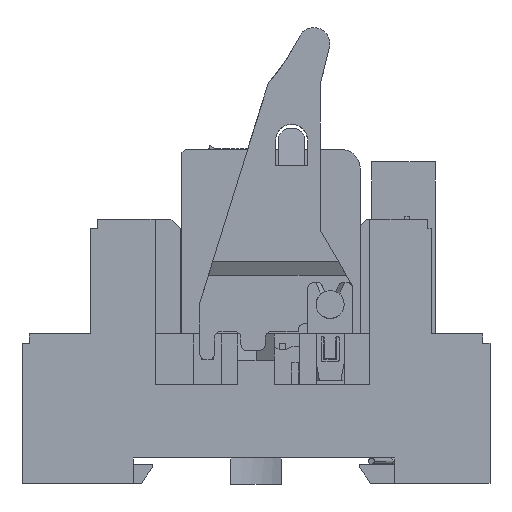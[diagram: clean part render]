
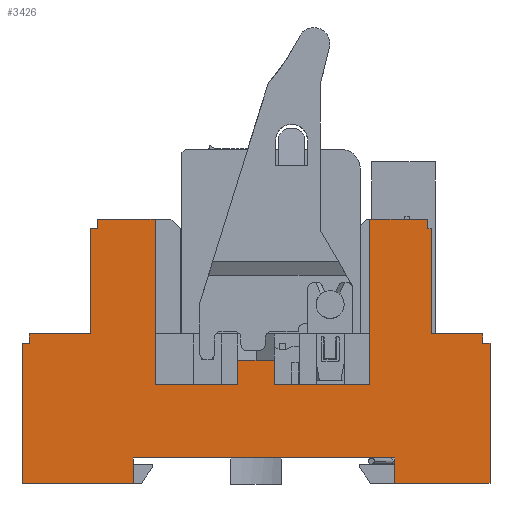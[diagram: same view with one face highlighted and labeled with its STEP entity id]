
A CAD part, left-side view. The second image highlights one B-rep face of the part: STEP entity #3426.
In plain terms, the highlighted planar face has unit normal (-1, 0, 0).
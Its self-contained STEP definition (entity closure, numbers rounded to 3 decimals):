
#3232=AXIS2_PLACEMENT_3D('Plane Axis2P3D',#3229,#3230,#3231) ;
#518=CARTESIAN_POINT('Vertex',(0.,9.2,23.65)) ;
#521=CARTESIAN_POINT('Line Origine',(0.,5.15,23.65)) ;
#525=CARTESIAN_POINT('Vertex',(0.,1.1,23.65)) ;
#2134=CARTESIAN_POINT('Vertex',(0.,52.6,41.65)) ;
#2137=CARTESIAN_POINT('Line Origine',(0.,52.6,28.65)) ;
#2141=CARTESIAN_POINT('Vertex',(0.,52.6,15.65)) ;
#2914=CARTESIAN_POINT('Vertex',(0.,18.9,15.65)) ;
#2917=CARTESIAN_POINT('Line Origine',(0.,18.9,28.65)) ;
#2921=CARTESIAN_POINT('Vertex',(0.,18.9,41.65)) ;
#3150=CARTESIAN_POINT('Vertex',(0.,9.2,40.15)) ;
#3155=CARTESIAN_POINT('Line Origine',(0.,9.2,31.9)) ;
#3229=CARTESIAN_POINT('Axis2P3D Location',(0.,73.5,23.65)) ;
#3234=CARTESIAN_POINT('Line Origine',(0.,14.35,41.65)) ;
#3238=CARTESIAN_POINT('Vertex',(0.,9.8,41.65)) ;
#3241=CARTESIAN_POINT('Line Origine',(0.,26.388,15.65)) ;
#3245=CARTESIAN_POINT('Vertex',(0.,33.875,15.65)) ;
#3248=CARTESIAN_POINT('Line Origine',(0.,33.875,17.575)) ;
#3252=CARTESIAN_POINT('Vertex',(0.,33.875,19.5)) ;
#3255=CARTESIAN_POINT('Line Origine',(0.,36.75,19.5)) ;
#3259=CARTESIAN_POINT('Vertex',(0.,39.625,19.5)) ;
#3262=CARTESIAN_POINT('Line Origine',(0.,39.625,17.575)) ;
#3266=CARTESIAN_POINT('Vertex',(0.,39.625,15.65)) ;
#3269=CARTESIAN_POINT('Line Origine',(0.,46.112,15.65)) ;
#3274=CARTESIAN_POINT('Line Origine',(0.,57.15,41.65)) ;
#3278=CARTESIAN_POINT('Vertex',(0.,61.7,41.65)) ;
#3281=CARTESIAN_POINT('Line Origine',(0.,61.7,40.9)) ;
#3285=CARTESIAN_POINT('Vertex',(0.,61.7,40.15)) ;
#3288=CARTESIAN_POINT('Line Origine',(0.,62.25,40.15)) ;
#3292=CARTESIAN_POINT('Vertex',(0.,62.8,40.15)) ;
#3295=CARTESIAN_POINT('Line Origine',(0.,62.8,31.9)) ;
#3299=CARTESIAN_POINT('Vertex',(0.,62.8,23.65)) ;
#3302=CARTESIAN_POINT('Line Origine',(0.,67.6,23.65)) ;
#3306=CARTESIAN_POINT('Vertex',(0.,72.4,23.65)) ;
#3309=CARTESIAN_POINT('Line Origine',(0.,72.4,22.9)) ;
#3313=CARTESIAN_POINT('Vertex',(0.,72.4,22.15)) ;
#3316=CARTESIAN_POINT('Line Origine',(0.,72.95,22.15)) ;
#3320=CARTESIAN_POINT('Vertex',(0.,73.5,22.15)) ;
#3323=CARTESIAN_POINT('Line Origine',(0.,73.5,11.15)) ;
#3327=CARTESIAN_POINT('Vertex',(0.,73.5,0.15)) ;
#3330=CARTESIAN_POINT('Line Origine',(0.,64.775,0.15)) ;
#3334=CARTESIAN_POINT('Vertex',(0.,56.05,0.15)) ;
#3337=CARTESIAN_POINT('Line Origine',(0.,56.05,2.15)) ;
#3341=CARTESIAN_POINT('Vertex',(0.,56.05,4.15)) ;
#3344=CARTESIAN_POINT('Line Origine',(0.,35.5,4.15)) ;
#3348=CARTESIAN_POINT('Vertex',(0.,14.95,4.15)) ;
#3351=CARTESIAN_POINT('Line Origine',(0.,14.95,2.15)) ;
#3355=CARTESIAN_POINT('Vertex',(0.,14.95,0.15)) ;
#3358=CARTESIAN_POINT('Line Origine',(0.,7.475,0.15)) ;
#3362=CARTESIAN_POINT('Vertex',(0.,0.,0.15)) ;
#3365=CARTESIAN_POINT('Line Origine',(0.,0.,11.15)) ;
#3369=CARTESIAN_POINT('Vertex',(0.,0.,22.15)) ;
#3372=CARTESIAN_POINT('Line Origine',(0.,0.55,22.15)) ;
#3376=CARTESIAN_POINT('Vertex',(0.,1.1,22.15)) ;
#3379=CARTESIAN_POINT('Line Origine',(0.,1.1,22.9)) ;
#3384=CARTESIAN_POINT('Line Origine',(0.,9.5,40.15)) ;
#3388=CARTESIAN_POINT('Vertex',(0.,9.8,40.15)) ;
#3391=CARTESIAN_POINT('Line Origine',(0.,9.8,40.9)) ;
#522=DIRECTION('Vector Direction',(0.,-1.,0.)) ;
#2138=DIRECTION('Vector Direction',(0.,0.,-1.)) ;
#2918=DIRECTION('Vector Direction',(0.,0.,-1.)) ;
#3156=DIRECTION('Vector Direction',(0.,0.,-1.)) ;
#3230=DIRECTION('Axis2P3D Direction',(-1.,0.,0.)) ;
#3231=DIRECTION('Axis2P3D XDirection',(0.,-1.,0.)) ;
#3235=DIRECTION('Vector Direction',(0.,1.,0.)) ;
#3242=DIRECTION('Vector Direction',(0.,-1.,0.)) ;
#3249=DIRECTION('Vector Direction',(0.,0.,-1.)) ;
#3256=DIRECTION('Vector Direction',(0.,1.,0.)) ;
#3263=DIRECTION('Vector Direction',(0.,0.,-1.)) ;
#3270=DIRECTION('Vector Direction',(0.,-1.,0.)) ;
#3275=DIRECTION('Vector Direction',(0.,-1.,0.)) ;
#3282=DIRECTION('Vector Direction',(0.,0.,-1.)) ;
#3289=DIRECTION('Vector Direction',(0.,-1.,0.)) ;
#3296=DIRECTION('Vector Direction',(0.,0.,-1.)) ;
#3303=DIRECTION('Vector Direction',(0.,1.,0.)) ;
#3310=DIRECTION('Vector Direction',(0.,0.,-1.)) ;
#3317=DIRECTION('Vector Direction',(0.,-1.,0.)) ;
#3324=DIRECTION('Vector Direction',(0.,0.,-1.)) ;
#3331=DIRECTION('Vector Direction',(0.,-1.,0.)) ;
#3338=DIRECTION('Vector Direction',(0.,0.,1.)) ;
#3345=DIRECTION('Vector Direction',(0.,1.,0.)) ;
#3352=DIRECTION('Vector Direction',(0.,0.,-1.)) ;
#3359=DIRECTION('Vector Direction',(0.,-1.,0.)) ;
#3366=DIRECTION('Vector Direction',(0.,0.,-1.)) ;
#3373=DIRECTION('Vector Direction',(0.,-1.,0.)) ;
#3380=DIRECTION('Vector Direction',(0.,0.,-1.)) ;
#3385=DIRECTION('Vector Direction',(0.,-1.,0.)) ;
#3392=DIRECTION('Vector Direction',(0.,0.,-1.)) ;
#523=VECTOR('Line Direction',#522,1.) ;
#2139=VECTOR('Line Direction',#2138,1.) ;
#2919=VECTOR('Line Direction',#2918,1.) ;
#3157=VECTOR('Line Direction',#3156,1.) ;
#3236=VECTOR('Line Direction',#3235,1.) ;
#3243=VECTOR('Line Direction',#3242,1.) ;
#3250=VECTOR('Line Direction',#3249,1.) ;
#3257=VECTOR('Line Direction',#3256,1.) ;
#3264=VECTOR('Line Direction',#3263,1.) ;
#3271=VECTOR('Line Direction',#3270,1.) ;
#3276=VECTOR('Line Direction',#3275,1.) ;
#3283=VECTOR('Line Direction',#3282,1.) ;
#3290=VECTOR('Line Direction',#3289,1.) ;
#3297=VECTOR('Line Direction',#3296,1.) ;
#3304=VECTOR('Line Direction',#3303,1.) ;
#3311=VECTOR('Line Direction',#3310,1.) ;
#3318=VECTOR('Line Direction',#3317,1.) ;
#3325=VECTOR('Line Direction',#3324,1.) ;
#3332=VECTOR('Line Direction',#3331,1.) ;
#3339=VECTOR('Line Direction',#3338,1.) ;
#3346=VECTOR('Line Direction',#3345,1.) ;
#3353=VECTOR('Line Direction',#3352,1.) ;
#3360=VECTOR('Line Direction',#3359,1.) ;
#3367=VECTOR('Line Direction',#3366,1.) ;
#3374=VECTOR('Line Direction',#3373,1.) ;
#3381=VECTOR('Line Direction',#3380,1.) ;
#3386=VECTOR('Line Direction',#3385,1.) ;
#3393=VECTOR('Line Direction',#3392,1.) ;
#3397=ORIENTED_EDGE('',*,*,#3240,.F.) ;
#3398=ORIENTED_EDGE('',*,*,#2923,.T.) ;
#3399=ORIENTED_EDGE('',*,*,#3247,.F.) ;
#3400=ORIENTED_EDGE('',*,*,#3254,.F.) ;
#3401=ORIENTED_EDGE('',*,*,#3261,.T.) ;
#3402=ORIENTED_EDGE('',*,*,#3268,.T.) ;
#3403=ORIENTED_EDGE('',*,*,#3273,.F.) ;
#3404=ORIENTED_EDGE('',*,*,#2143,.F.) ;
#3405=ORIENTED_EDGE('',*,*,#3280,.F.) ;
#3406=ORIENTED_EDGE('',*,*,#3287,.T.) ;
#3407=ORIENTED_EDGE('',*,*,#3294,.F.) ;
#3408=ORIENTED_EDGE('',*,*,#3301,.T.) ;
#3409=ORIENTED_EDGE('',*,*,#3308,.F.) ;
#3410=ORIENTED_EDGE('',*,*,#3315,.T.) ;
#3411=ORIENTED_EDGE('',*,*,#3322,.F.) ;
#3412=ORIENTED_EDGE('',*,*,#3329,.T.) ;
#3413=ORIENTED_EDGE('',*,*,#3336,.T.) ;
#3414=ORIENTED_EDGE('',*,*,#3343,.T.) ;
#3415=ORIENTED_EDGE('',*,*,#3350,.F.) ;
#3416=ORIENTED_EDGE('',*,*,#3357,.T.) ;
#3417=ORIENTED_EDGE('',*,*,#3364,.T.) ;
#3418=ORIENTED_EDGE('',*,*,#3371,.F.) ;
#3419=ORIENTED_EDGE('',*,*,#3378,.F.) ;
#3420=ORIENTED_EDGE('',*,*,#3383,.F.) ;
#3421=ORIENTED_EDGE('',*,*,#527,.F.) ;
#3422=ORIENTED_EDGE('',*,*,#3159,.F.) ;
#3423=ORIENTED_EDGE('',*,*,#3390,.F.) ;
#3424=ORIENTED_EDGE('',*,*,#3395,.F.) ;
#3426=ADVANCED_FACE('SOCKEL',(#3425),#3233,.T.) ;
#527=EDGE_CURVE('',#519,#526,#524,.T.) ;
#2143=EDGE_CURVE('',#2135,#2142,#2140,.T.) ;
#2923=EDGE_CURVE('',#2922,#2915,#2920,.T.) ;
#3159=EDGE_CURVE('',#3151,#519,#3158,.T.) ;
#3240=EDGE_CURVE('',#2922,#3239,#3237,.F.) ;
#3247=EDGE_CURVE('',#3246,#2915,#3244,.T.) ;
#3254=EDGE_CURVE('',#3253,#3246,#3251,.T.) ;
#3261=EDGE_CURVE('',#3253,#3260,#3258,.T.) ;
#3268=EDGE_CURVE('',#3260,#3267,#3265,.T.) ;
#3273=EDGE_CURVE('',#2142,#3267,#3272,.T.) ;
#3280=EDGE_CURVE('',#3279,#2135,#3277,.T.) ;
#3287=EDGE_CURVE('',#3279,#3286,#3284,.T.) ;
#3294=EDGE_CURVE('',#3293,#3286,#3291,.T.) ;
#3301=EDGE_CURVE('',#3293,#3300,#3298,.T.) ;
#3308=EDGE_CURVE('',#3307,#3300,#3305,.F.) ;
#3315=EDGE_CURVE('',#3307,#3314,#3312,.T.) ;
#3322=EDGE_CURVE('',#3321,#3314,#3319,.T.) ;
#3329=EDGE_CURVE('',#3321,#3328,#3326,.T.) ;
#3336=EDGE_CURVE('',#3328,#3335,#3333,.T.) ;
#3343=EDGE_CURVE('',#3335,#3342,#3340,.T.) ;
#3350=EDGE_CURVE('',#3349,#3342,#3347,.T.) ;
#3357=EDGE_CURVE('',#3349,#3356,#3354,.T.) ;
#3364=EDGE_CURVE('',#3356,#3363,#3361,.T.) ;
#3371=EDGE_CURVE('',#3370,#3363,#3368,.T.) ;
#3378=EDGE_CURVE('',#3377,#3370,#3375,.T.) ;
#3383=EDGE_CURVE('',#526,#3377,#3382,.T.) ;
#3390=EDGE_CURVE('',#3389,#3151,#3387,.T.) ;
#3395=EDGE_CURVE('',#3239,#3389,#3394,.T.) ;
#3396=EDGE_LOOP('',(#3397,#3398,#3399,#3400,#3401,#3402,#3403,#3404,#3405,#3406,#3407,#3408,#3409,#3410,#3411,#3412,#3413,#3414,#3415,#3416,#3417,#3418,#3419,#3420,#3421,#3422,#3423,#3424)) ;
#3425=FACE_OUTER_BOUND('',#3396,.T.) ;
#524=LINE('Line',#521,#523) ;
#2140=LINE('Line',#2137,#2139) ;
#2920=LINE('Line',#2917,#2919) ;
#3158=LINE('Line',#3155,#3157) ;
#3237=LINE('Line',#3234,#3236) ;
#3244=LINE('Line',#3241,#3243) ;
#3251=LINE('Line',#3248,#3250) ;
#3258=LINE('Line',#3255,#3257) ;
#3265=LINE('Line',#3262,#3264) ;
#3272=LINE('Line',#3269,#3271) ;
#3277=LINE('Line',#3274,#3276) ;
#3284=LINE('Line',#3281,#3283) ;
#3291=LINE('Line',#3288,#3290) ;
#3298=LINE('Line',#3295,#3297) ;
#3305=LINE('Line',#3302,#3304) ;
#3312=LINE('Line',#3309,#3311) ;
#3319=LINE('Line',#3316,#3318) ;
#3326=LINE('Line',#3323,#3325) ;
#3333=LINE('Line',#3330,#3332) ;
#3340=LINE('Line',#3337,#3339) ;
#3347=LINE('Line',#3344,#3346) ;
#3354=LINE('Line',#3351,#3353) ;
#3361=LINE('Line',#3358,#3360) ;
#3368=LINE('Line',#3365,#3367) ;
#3375=LINE('Line',#3372,#3374) ;
#3382=LINE('Line',#3379,#3381) ;
#3387=LINE('Line',#3384,#3386) ;
#3394=LINE('Line',#3391,#3393) ;
#3233=PLANE('',#3232) ;
#519=VERTEX_POINT('',#518) ;
#526=VERTEX_POINT('',#525) ;
#2135=VERTEX_POINT('',#2134) ;
#2142=VERTEX_POINT('',#2141) ;
#2915=VERTEX_POINT('',#2914) ;
#2922=VERTEX_POINT('',#2921) ;
#3151=VERTEX_POINT('',#3150) ;
#3239=VERTEX_POINT('',#3238) ;
#3246=VERTEX_POINT('',#3245) ;
#3253=VERTEX_POINT('',#3252) ;
#3260=VERTEX_POINT('',#3259) ;
#3267=VERTEX_POINT('',#3266) ;
#3279=VERTEX_POINT('',#3278) ;
#3286=VERTEX_POINT('',#3285) ;
#3293=VERTEX_POINT('',#3292) ;
#3300=VERTEX_POINT('',#3299) ;
#3307=VERTEX_POINT('',#3306) ;
#3314=VERTEX_POINT('',#3313) ;
#3321=VERTEX_POINT('',#3320) ;
#3328=VERTEX_POINT('',#3327) ;
#3335=VERTEX_POINT('',#3334) ;
#3342=VERTEX_POINT('',#3341) ;
#3349=VERTEX_POINT('',#3348) ;
#3356=VERTEX_POINT('',#3355) ;
#3363=VERTEX_POINT('',#3362) ;
#3370=VERTEX_POINT('',#3369) ;
#3377=VERTEX_POINT('',#3376) ;
#3389=VERTEX_POINT('',#3388) ;
